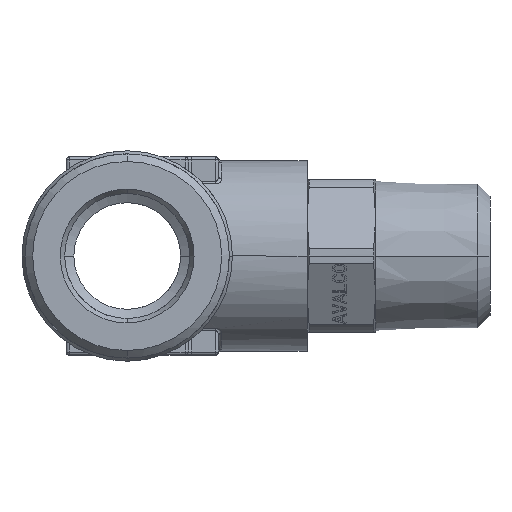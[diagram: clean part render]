
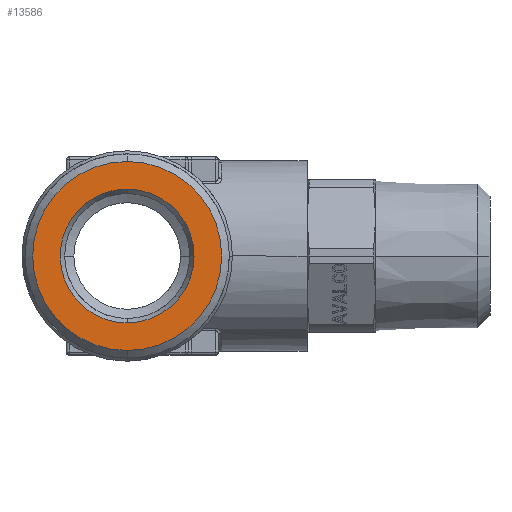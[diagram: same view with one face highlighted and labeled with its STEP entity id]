
A CAD part, left-side view. The second image highlights one B-rep face of the part: STEP entity #13586.
In plain terms, the highlighted planar face has unit normal (-1, 0, 0).
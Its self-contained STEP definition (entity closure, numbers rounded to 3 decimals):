
#13446=CARTESIAN_POINT('Axis2P3D Location',(-27.7,0.,0.)) ;
#13450=CARTESIAN_POINT('Vertex',(-27.7,0.,-6.2)) ;
#13452=CARTESIAN_POINT('Vertex',(-27.7,0.,6.2)) ;
#13477=CARTESIAN_POINT('Axis2P3D Location',(-27.7,0.,0.)) ;
#13538=CARTESIAN_POINT('Axis2P3D Location',(-27.7,0.,0.)) ;
#13547=CARTESIAN_POINT('Axis2P3D Location',(-27.7,0.,0.)) ;
#13551=CARTESIAN_POINT('Vertex',(-27.7,0.,-4.389)) ;
#13553=CARTESIAN_POINT('Vertex',(-27.7,0.,4.389)) ;
#13557=CARTESIAN_POINT('Control Point',(-27.7,0.,-4.389)) ;
#13558=CARTESIAN_POINT('Control Point',(-27.7,0.411,-4.389)) ;
#13559=CARTESIAN_POINT('Control Point',(-27.7,0.821,-4.341)) ;
#13560=CARTESIAN_POINT('Control Point',(-27.7,1.224,-4.245)) ;
#13561=CARTESIAN_POINT('Control Point',(-27.7,2.,-3.96)) ;
#13562=CARTESIAN_POINT('Control Point',(-27.7,2.69,-3.504)) ;
#13563=CARTESIAN_POINT('Control Point',(-27.7,3.006,-3.237)) ;
#13564=CARTESIAN_POINT('Control Point',(-27.7,3.571,-2.633)) ;
#13565=CARTESIAN_POINT('Control Point',(-27.7,3.981,-1.915)) ;
#13566=CARTESIAN_POINT('Control Point',(-27.7,4.143,-1.534)) ;
#13567=CARTESIAN_POINT('Control Point',(-27.7,4.374,-0.741)) ;
#13568=CARTESIAN_POINT('Control Point',(-27.7,4.417,0.085)) ;
#13569=CARTESIAN_POINT('Control Point',(-27.7,4.389,0.498)) ;
#13570=CARTESIAN_POINT('Control Point',(-27.7,4.239,1.311)) ;
#13571=CARTESIAN_POINT('Control Point',(-27.7,3.904,2.067)) ;
#13572=CARTESIAN_POINT('Control Point',(-27.7,3.693,2.424)) ;
#13573=CARTESIAN_POINT('Control Point',(-27.7,3.192,3.081)) ;
#13574=CARTESIAN_POINT('Control Point',(-27.7,2.553,3.605)) ;
#13575=CARTESIAN_POINT('Control Point',(-27.7,2.204,3.829)) ;
#13576=CARTESIAN_POINT('Control Point',(-27.7,1.565,4.138)) ;
#13577=CARTESIAN_POINT('Control Point',(-27.7,0.88,4.315)) ;
#13578=CARTESIAN_POINT('Control Point',(-27.7,0.589,4.364)) ;
#13579=CARTESIAN_POINT('Control Point',(-27.7,0.294,4.389)) ;
#13580=CARTESIAN_POINT('Control Point',(-27.7,0.,4.389)) ;
#13447=DIRECTION('Axis2P3D Direction',(1.,0.,0.)) ;
#13478=DIRECTION('Axis2P3D Direction',(1.,0.,0.)) ;
#13539=DIRECTION('Axis2P3D Direction',(-1.,0.,0.)) ;
#13540=DIRECTION('Axis2P3D XDirection',(0.,0.,1.)) ;
#13548=DIRECTION('Axis2P3D Direction',(-1.,0.,0.)) ;
#13448=AXIS2_PLACEMENT_3D('Circle Axis2P3D',#13446,#13447,$) ;
#13479=AXIS2_PLACEMENT_3D('Circle Axis2P3D',#13477,#13478,$) ;
#13541=AXIS2_PLACEMENT_3D('Plane Axis2P3D',#13538,#13539,#13540) ;
#13549=AXIS2_PLACEMENT_3D('Circle Axis2P3D',#13547,#13548,$) ;
#13544=ORIENTED_EDGE('',*,*,#13454,.F.) ;
#13545=ORIENTED_EDGE('',*,*,#13481,.T.) ;
#13583=ORIENTED_EDGE('',*,*,#13555,.F.) ;
#13584=ORIENTED_EDGE('',*,*,#13581,.T.) ;
#13585=FACE_BOUND('',#13582,.T.) ;
#13586=ADVANCED_FACE('PR415B-08R18',(#13546,#13585),#13542,.T.) ;
#13556=B_SPLINE_CURVE_WITH_KNOTS('',5,(#13557,#13558,#13559,#13560,#13561,#13562,#13563,#13564,#13565,#13566,#13567,#13568,#13569,#13570,#13571,#13572,#13573,#13574,#13575,#13576,#13577,#13578,#13579,#13580),.UNSPECIFIED.,.F.,.U.,(6,3,3,3,3,3,3,6),(0.,2.903,5.806,8.708,11.611,14.514,17.417,19.498),.UNSPECIFIED.) ;
#13449=CIRCLE('generated circle',#13448,6.2) ;
#13480=CIRCLE('generated circle',#13479,6.2) ;
#13550=CIRCLE('generated circle',#13549,4.389) ;
#13454=EDGE_CURVE('',#13451,#13453,#13449,.T.) ;
#13481=EDGE_CURVE('',#13451,#13453,#13480,.F.) ;
#13555=EDGE_CURVE('',#13552,#13554,#13550,.T.) ;
#13581=EDGE_CURVE('',#13552,#13554,#13556,.T.) ;
#13543=EDGE_LOOP('',(#13544,#13545)) ;
#13582=EDGE_LOOP('',(#13583,#13584)) ;
#13546=FACE_OUTER_BOUND('',#13543,.T.) ;
#13542=PLANE('',#13541) ;
#13451=VERTEX_POINT('',#13450) ;
#13453=VERTEX_POINT('',#13452) ;
#13552=VERTEX_POINT('',#13551) ;
#13554=VERTEX_POINT('',#13553) ;
